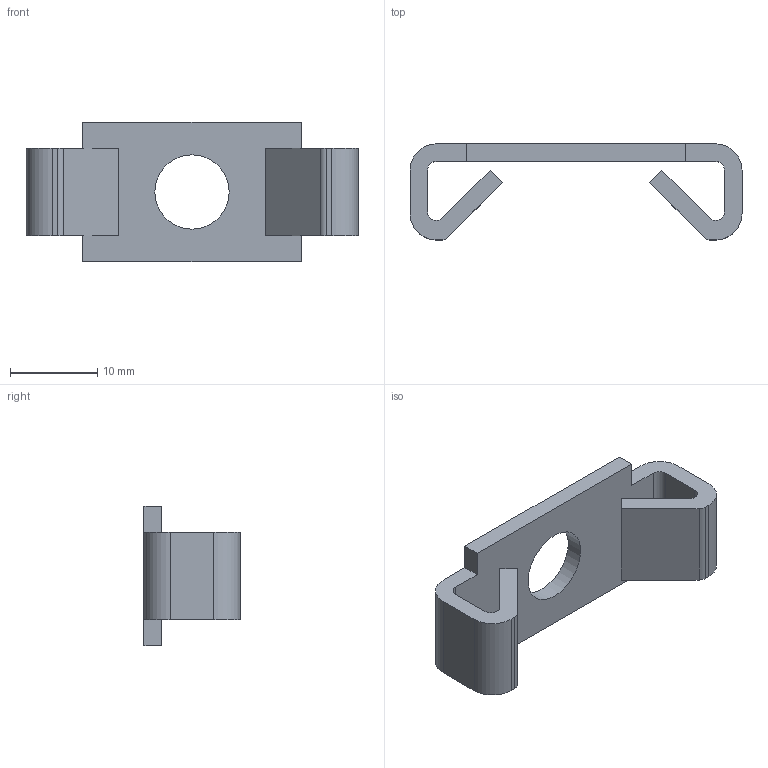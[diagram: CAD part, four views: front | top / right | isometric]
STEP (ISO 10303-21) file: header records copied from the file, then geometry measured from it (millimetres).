
FILE_DESCRIPTION(/* description */ ('Elemento di fissaggio antirotazione serie 40'),/* implementation_level */ '2;1');
FILE_NAME(/* name */ 'PCS40-10.stp',/* time_stamp */ '2022-06-18T10:34:19+02:00',/* author */ ('USER'),/* organization */ ('Microsoft'),/* preprocessor_version */ 'ST-DEVELOPER v18.1',/* originating_system */ 'Autodesk Inventor 2021',/* authorisation */ '');
FILE_SCHEMA (('AUTOMOTIVE_DESIGN { 1 0 10303 214 3 1 1 }'));
Length unit declared in the file: millimetre
Products named in the file (1): PCS40-10
Bounding box: 38 x 11 x 16 mm (x, y, z)
Volume: 1663.5 mm3; surface area: 2061.5 mm2
Topology: 1 solids, 1 shells, 35 faces, 99 edges, 66 vertices
Faces by surface type: plane 24, cylinder 11
Full cylindrical faces by diameter (mm): 8.5 x1
Entity records: 1180 total; most frequent: CARTESIAN_POINT 201, ORIENTED_EDGE 198, DIRECTION 193, EDGE_CURVE 99, LINE 77, VECTOR 77, VERTEX_POINT 66, AXIS2_PLACEMENT_3D 58
